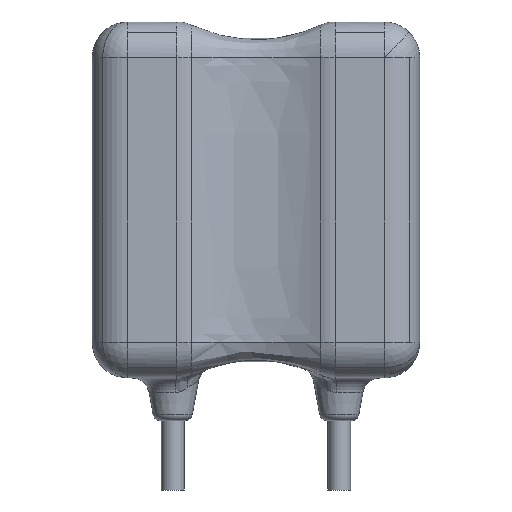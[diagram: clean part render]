
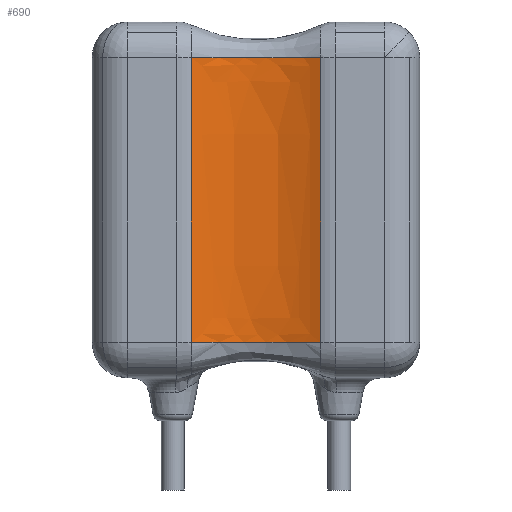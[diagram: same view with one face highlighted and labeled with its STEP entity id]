
A CAD part, front view. The second image highlights one B-rep face of the part: STEP entity #690.
In plain terms, the highlighted free-form (B-spline) face has degree [3, 3] with [4, 4] control points.
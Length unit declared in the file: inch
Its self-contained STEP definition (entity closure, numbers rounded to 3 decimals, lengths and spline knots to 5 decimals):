
#33 = CARTESIAN_POINT ( 'NONE',  ( 0.03027, -0.05313, 0.11949 ) ) ;
#185 = B_SPLINE_CURVE_WITH_KNOTS ( 'NONE', 3,
 ( #3812, #3585, #3612, #1051, #1453, #3904 ),
 .UNSPECIFIED., .F., .F.,
 ( 4, 2, 4 ),
 ( 0.04595, 0.5, 0.95405 ),
 .UNSPECIFIED. ) ;
#255 = EDGE_CURVE ( 'NONE', #3619, #4332, #185, .T. ) ;
#422 = CARTESIAN_POINT ( 'NONE',  ( -0.09081, -0.08062, 0.13388 ) ) ;
#441 = ORIENTED_EDGE ( 'NONE', *, *, #3863, .T. ) ;
#460 = CARTESIAN_POINT ( 'NONE',  ( -0.09081, -0.08062, 0.11 ) ) ;
#479 = CARTESIAN_POINT ( 'NONE',  ( 0.06054, -0.06687, 0.11 ) ) ;
#607 = CARTESIAN_POINT ( 'NONE',  ( -0.09081, -0.08062, 0.24333 ) ) ;
#690 = ADVANCED_FACE ( 'NONE', ( #2874 ), #3871, .F. ) ;
#712 = ORIENTED_EDGE ( 'NONE', *, *, #888, .F. ) ;
#717 = CARTESIAN_POINT ( 'NONE',  ( -0.09081, -0.08062, 0.48612 ) ) ;
#888 = EDGE_CURVE ( 'NONE', #4332, #3947, #961, .T. ) ;
#930 = EDGE_LOOP ( 'NONE', ( #712, #1369, #3284, #441 ) ) ;
#961 = B_SPLINE_CURVE_WITH_KNOTS ( 'NONE', 3,
 ( #4170, #3905, #2024, #3444 ),
 .UNSPECIFIED., .F., .F.,
 ( 4, 4 ),
 ( -1.016, 0. ),
 .UNSPECIFIED. ) ;
#1051 = CARTESIAN_POINT ( 'NONE',  ( 0.03027, -0.06, 0.51 ) ) ;
#1095 = CARTESIAN_POINT ( 'NONE',  ( -0.09081, -0.08062, 0.37667 ) ) ;
#1218 = CARTESIAN_POINT ( 'NONE',  ( -0.09081, -0.08062, 0.11 ) ) ;
#1244 = B_SPLINE_CURVE_WITH_KNOTS ( 'NONE', 3,
 ( #3769, #607, #1095, #3512 ),
 .UNSPECIFIED., .F., .F.,
 ( 4, 4 ),
 ( 0., 1.016 ),
 .UNSPECIFIED. ) ;
#1369 = ORIENTED_EDGE ( 'NONE', *, *, #255, .F. ) ;
#1453 = CARTESIAN_POINT ( 'NONE',  ( 0.06054, -0.06687, 0.51 ) ) ;
#1494 = CARTESIAN_POINT ( 'NONE',  ( 0.09081, -0.08062, 0.51 ) ) ;
#1594 = CARTESIAN_POINT ( 'NONE',  ( 0.03027, -0.06, 0.11 ) ) ;
#1799 = CARTESIAN_POINT ( 'NONE',  ( -0.03027, -0.05313, 0.51 ) ) ;
#1874 = VERTEX_POINT ( 'NONE', #460 ) ;
#1976 = CARTESIAN_POINT ( 'NONE',  ( 0.09081, -0.08062, 0.51 ) ) ;
#2024 = CARTESIAN_POINT ( 'NONE',  ( 0.09081, -0.08062, 0.24333 ) ) ;
#2132 = CARTESIAN_POINT ( 'NONE',  ( -0.03027, -0.05313, 0.11 ) ) ;
#2155 = CARTESIAN_POINT ( 'NONE',  ( 0.03027, -0.05313, 0.51 ) ) ;
#2608 = EDGE_CURVE ( 'NONE', #1874, #3619, #1244, .T. ) ;
#2650 = CARTESIAN_POINT ( 'NONE',  ( -0.06054, -0.06687, 0.11 ) ) ;
#2827 = CARTESIAN_POINT ( 'NONE',  ( 0.03027, -0.05313, 0.50051 ) ) ;
#2874 = FACE_OUTER_BOUND ( 'NONE', #930, .T. ) ;
#3211 = CARTESIAN_POINT ( 'NONE',  ( -0.09081, -0.08062, 0.51 ) ) ;
#3232 = CARTESIAN_POINT ( 'NONE',  ( 0.09081, -0.08062, 0.13388 ) ) ;
#3284 = ORIENTED_EDGE ( 'NONE', *, *, #2608, .F. ) ;
#3398 = CARTESIAN_POINT ( 'NONE',  ( 0.09081, -0.08062, 0.11 ) ) ;
#3444 = CARTESIAN_POINT ( 'NONE',  ( 0.09081, -0.08062, 0.11 ) ) ;
#3512 = CARTESIAN_POINT ( 'NONE',  ( -0.09081, -0.08062, 0.51 ) ) ;
#3519 = B_SPLINE_CURVE_WITH_KNOTS ( 'NONE', 3,
 ( #1218, #2650, #4442, #1594, #479, #3398 ),
 .UNSPECIFIED., .F., .F.,
 ( 4, 2, 4 ),
 ( 0.04595, 0.5, 0.95405 ),
 .UNSPECIFIED. ) ;
#3556 = CARTESIAN_POINT ( 'NONE',  ( 0.09081, -0.08062, 0.11 ) ) ;
#3577 = CARTESIAN_POINT ( 'NONE',  ( 0.09081, -0.08062, 0.48612 ) ) ;
#3585 = CARTESIAN_POINT ( 'NONE',  ( -0.06054, -0.06687, 0.51 ) ) ;
#3603 = CARTESIAN_POINT ( 'NONE',  ( -0.09081, -0.08062, 0.11 ) ) ;
#3612 = CARTESIAN_POINT ( 'NONE',  ( -0.03027, -0.06, 0.51 ) ) ;
#3619 = VERTEX_POINT ( 'NONE', #4034 ) ;
#3753 = CARTESIAN_POINT ( 'NONE',  ( 0.09081, -0.08062, 0.11 ) ) ;
#3769 = CARTESIAN_POINT ( 'NONE',  ( -0.09081, -0.08062, 0.11 ) ) ;
#3812 = CARTESIAN_POINT ( 'NONE',  ( -0.09081, -0.08062, 0.51 ) ) ;
#3863 = EDGE_CURVE ( 'NONE', #1874, #3947, #3519, .T. ) ;
#3871 = B_SPLINE_SURFACE_WITH_KNOTS ( 'NONE', 3, 3, ( 
 ( #3603, #2132, #3972, #3556 ),
 ( #422, #3948, #33, #3232 ),
 ( #717, #4363, #2827, #3577 ),
 ( #3211, #1799, #2155, #1494 ) ),
 .UNSPECIFIED., .F., .F., .F.,
 ( 4, 4 ),
 ( 4, 4 ),
 ( 0., 1. ),
 ( 0.04595, 0.95405 ),
 .UNSPECIFIED. ) ;
#3904 = CARTESIAN_POINT ( 'NONE',  ( 0.09081, -0.08062, 0.51 ) ) ;
#3905 = CARTESIAN_POINT ( 'NONE',  ( 0.09081, -0.08062, 0.37667 ) ) ;
#3947 = VERTEX_POINT ( 'NONE', #3753 ) ;
#3948 = CARTESIAN_POINT ( 'NONE',  ( -0.03027, -0.05313, 0.11949 ) ) ;
#3972 = CARTESIAN_POINT ( 'NONE',  ( 0.03027, -0.05313, 0.11 ) ) ;
#4034 = CARTESIAN_POINT ( 'NONE',  ( -0.09081, -0.08062, 0.51 ) ) ;
#4170 = CARTESIAN_POINT ( 'NONE',  ( 0.09081, -0.08062, 0.51 ) ) ;
#4332 = VERTEX_POINT ( 'NONE', #1976 ) ;
#4363 = CARTESIAN_POINT ( 'NONE',  ( -0.03027, -0.05313, 0.50051 ) ) ;
#4442 = CARTESIAN_POINT ( 'NONE',  ( -0.03027, -0.06, 0.11 ) ) ;
